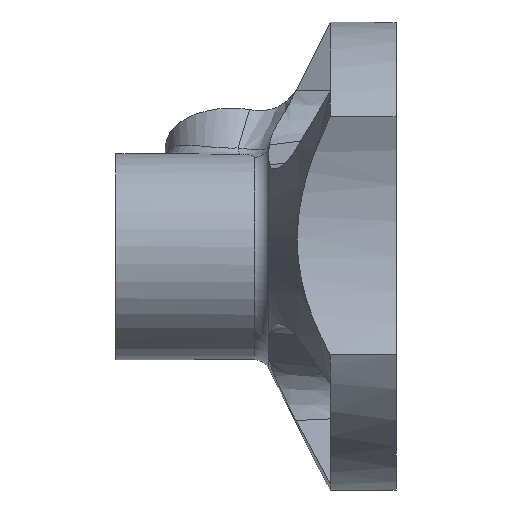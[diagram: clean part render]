
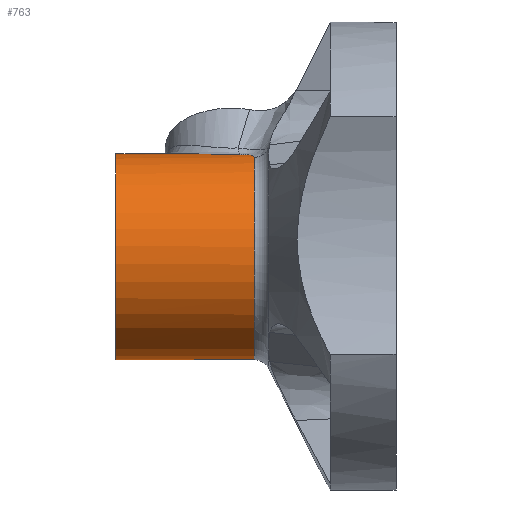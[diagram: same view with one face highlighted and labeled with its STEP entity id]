
A CAD part, front view. The second image highlights one B-rep face of the part: STEP entity #763.
In plain terms, the highlighted cylindrical face has radius 4.961 mm (diameter 9.922 mm), a full revolution.
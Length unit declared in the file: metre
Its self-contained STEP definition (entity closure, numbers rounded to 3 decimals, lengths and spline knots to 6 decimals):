
#96=CYLINDRICAL_SURFACE('',#825,0.004961);
#119=B_SPLINE_CURVE_WITH_KNOTS('',3,(#1158,#1159,#1160,#1161,#1162),
 .UNSPECIFIED.,.F.,.F.,(4,1,4),(0.,0.000552,0.001104),
 .UNSPECIFIED.);
#120=B_SPLINE_CURVE_WITH_KNOTS('',3,(#1167,#1168,#1169,#1170,#1171),
 .UNSPECIFIED.,.F.,.F.,(4,1,4),(0.,0.000555,0.001111),
 .UNSPECIFIED.);
#121=B_SPLINE_CURVE_WITH_KNOTS('',3,(#1173,#1174,#1175,#1176,#1177,#1178,
#1179,#1180,#1181,#1182,#1183),.UNSPECIFIED.,.F.,.F.,(4,1,1,1,1,1,1,1,4),
(0.,0.001618,0.003235,0.004853,0.00647,
0.008088,0.009706,0.011323,0.012941),
 .UNSPECIFIED.);
#171=ORIENTED_EDGE('',*,*,#405,.F.);
#172=ORIENTED_EDGE('',*,*,#406,.F.);
#173=ORIENTED_EDGE('',*,*,#407,.T.);
#174=ORIENTED_EDGE('',*,*,#408,.F.);
#175=ORIENTED_EDGE('',*,*,#409,.T.);
#405=EDGE_CURVE('',#522,#522,#590,.T.);
#406=EDGE_CURVE('',#523,#524,#119,.T.);
#407=EDGE_CURVE('',#523,#525,#591,.T.);
#408=EDGE_CURVE('',#526,#525,#120,.T.);
#409=EDGE_CURVE('',#526,#524,#121,.T.);
#522=VERTEX_POINT('',#1157);
#523=VERTEX_POINT('',#1163);
#524=VERTEX_POINT('',#1164);
#525=VERTEX_POINT('',#1166);
#526=VERTEX_POINT('',#1172);
#590=CIRCLE('',#826,0.004961);
#591=CIRCLE('',#827,0.004961);
#630=EDGE_LOOP('',(#171));
#631=EDGE_LOOP('',(#172,#173,#174,#175));
#691=FACE_BOUND('',#630,.T.);
#692=FACE_BOUND('',#631,.T.);
#763=ADVANCED_FACE('',(#691,#692),#96,.T.);
#825=AXIS2_PLACEMENT_3D('',#1155,#913,#914);
#826=AXIS2_PLACEMENT_3D('',#1156,#915,#916);
#827=AXIS2_PLACEMENT_3D('',#1165,#917,#918);
#913=DIRECTION('',(1.,0.,0.));
#914=DIRECTION('',(0.,0.995,-0.105));
#915=DIRECTION('',(-1.,0.,0.));
#916=DIRECTION('',(0.,-0.995,0.105));
#917=DIRECTION('',(-1.,0.,0.));
#918=DIRECTION('',(0.,-0.995,0.105));
#1155=CARTESIAN_POINT('',(0.015442,0.33654,0.031262));
#1156=CARTESIAN_POINT('',(0.017823,0.33654,0.031262));
#1157=CARTESIAN_POINT('',(0.017823,0.331606,0.03178));
#1158=CARTESIAN_POINT('',(0.024476,0.341494,0.031523));
#1159=CARTESIAN_POINT('',(0.024476,0.341484,0.031707));
#1160=CARTESIAN_POINT('',(0.024372,0.341436,0.032097));
#1161=CARTESIAN_POINT('',(0.023974,0.34141,0.032204));
#1162=CARTESIAN_POINT('',(0.023791,0.341415,0.032182));
#1163=CARTESIAN_POINT('',(0.024476,0.341494,0.031523));
#1164=CARTESIAN_POINT('',(0.023791,0.341415,0.032182));
#1165=CARTESIAN_POINT('',(0.024476,0.33654,0.031262));
#1166=CARTESIAN_POINT('',(0.024476,0.335258,0.036054));
#1167=CARTESIAN_POINT('',(0.023791,0.335909,0.036182));
#1168=CARTESIAN_POINT('',(0.023974,0.335931,0.036185));
#1169=CARTESIAN_POINT('',(0.024372,0.335821,0.036176));
#1170=CARTESIAN_POINT('',(0.024476,0.335436,0.036102));
#1171=CARTESIAN_POINT('',(0.024476,0.335258,0.036054));
#1172=CARTESIAN_POINT('',(0.023791,0.335909,0.036182));
#1173=CARTESIAN_POINT('',(0.023791,0.335909,0.036182));
#1174=CARTESIAN_POINT('',(0.023255,0.335843,0.036174));
#1175=CARTESIAN_POINT('',(0.02217,0.335982,0.0362));
#1176=CARTESIAN_POINT('',(0.020777,0.336827,0.03625));
#1177=CARTESIAN_POINT('',(0.019722,0.338055,0.036059));
#1178=CARTESIAN_POINT('',(0.019257,0.339509,0.035352));
#1179=CARTESIAN_POINT('',(0.019716,0.340629,0.034193));
#1180=CARTESIAN_POINT('',(0.020775,0.341196,0.033078));
#1181=CARTESIAN_POINT('',(0.022167,0.341409,0.032258));
#1182=CARTESIAN_POINT('',(0.023255,0.341427,0.032117));
#1183=CARTESIAN_POINT('',(0.023791,0.341415,0.032182));
